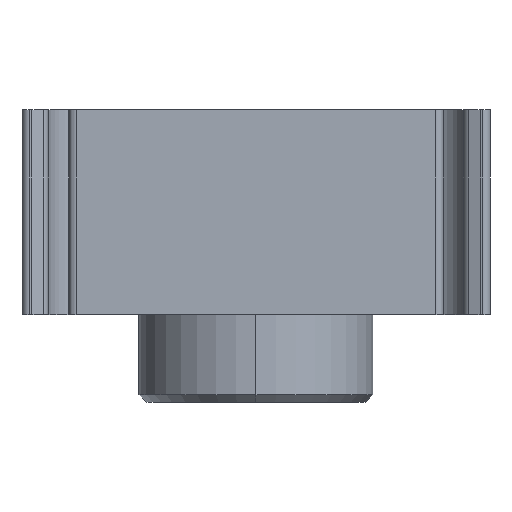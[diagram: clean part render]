
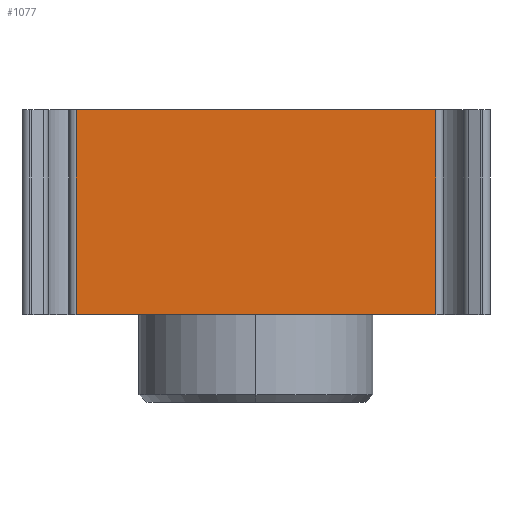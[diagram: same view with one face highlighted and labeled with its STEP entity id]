
A CAD part, left-side view. The second image highlights one B-rep face of the part: STEP entity #1077.
In plain terms, the highlighted planar face has unit normal (-1, 0, 0).
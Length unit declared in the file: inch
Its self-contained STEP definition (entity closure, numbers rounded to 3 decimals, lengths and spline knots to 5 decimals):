
#28 = EDGE_CURVE ( 'NONE', #1340, #1250, #1198, .T. ) ;
#292 = VECTOR ( 'NONE', #3039, 39.37008 ) ;
#362 = EDGE_CURVE ( 'NONE', #1261, #1250, #3642, .T. ) ;
#386 = CARTESIAN_POINT ( 'NONE',  ( -1.10341, -0.04452, 0.8863 ) ) ;
#393 = CARTESIAN_POINT ( 'NONE',  ( -1.10341, -0.52853, 0.61071 ) ) ;
#415 = FACE_OUTER_BOUND ( 'NONE', #637, .T. ) ;
#533 = CARTESIAN_POINT ( 'NONE',  ( -1.10341, -0.52853, 0.61071 ) ) ;
#637 = EDGE_LOOP ( 'NONE', ( #3876, #4828, #1951, #3202 ) ) ;
#951 = AXIS2_PLACEMENT_3D ( 'NONE', #2551, #2757, #2781 ) ;
#1077 = ADVANCED_FACE ( 'NONE', ( #415 ), #2194, .F. ) ;
#1198 = LINE ( 'NONE', #533, #2178 ) ;
#1250 = VERTEX_POINT ( 'NONE', #393 ) ;
#1261 = VERTEX_POINT ( 'NONE', #3127 ) ;
#1316 = CARTESIAN_POINT ( 'NONE',  ( -1.10341, -0.04452, 0.61071 ) ) ;
#1340 = VERTEX_POINT ( 'NONE', #1316 ) ;
#1405 = DIRECTION ( 'NONE',  ( 0., -1., 0. ) ) ;
#1677 = EDGE_CURVE ( 'NONE', #4290, #1261, #3050, .T. ) ;
#1791 = CARTESIAN_POINT ( 'NONE',  ( -1.10341, -0.04452, 1.61071 ) ) ;
#1916 = VECTOR ( 'NONE', #5505, 39.37008 ) ;
#1951 = ORIENTED_EDGE ( 'NONE', *, *, #3602, .T. ) ;
#2170 = CARTESIAN_POINT ( 'NONE',  ( -1.10341, -0.52853, 1.61071 ) ) ;
#2178 = VECTOR ( 'NONE', #1405, 39.37008 ) ;
#2194 = PLANE ( 'NONE',  #951 ) ;
#2400 = LINE ( 'NONE', #1791, #292 ) ;
#2408 = DIRECTION ( 'NONE',  ( 0., 0., -1. ) ) ;
#2551 = CARTESIAN_POINT ( 'NONE',  ( -1.10341, -0.52853, 1.61071 ) ) ;
#2637 = CARTESIAN_POINT ( 'NONE',  ( -1.10341, 0.02844, 0.8863 ) ) ;
#2757 = DIRECTION ( 'NONE',  ( 1., 0., 0. ) ) ;
#2781 = DIRECTION ( 'NONE',  ( 0., 1., 0. ) ) ;
#3039 = DIRECTION ( 'NONE',  ( 0., 0., -1. ) ) ;
#3050 = LINE ( 'NONE', #2637, #1916 ) ;
#3127 = CARTESIAN_POINT ( 'NONE',  ( -1.10341, -0.52853, 0.8863 ) ) ;
#3202 = ORIENTED_EDGE ( 'NONE', *, *, #28, .T. ) ;
#3519 = VECTOR ( 'NONE', #2408, 39.37008 ) ;
#3602 = EDGE_CURVE ( 'NONE', #4290, #1340, #2400, .T. ) ;
#3642 = LINE ( 'NONE', #2170, #3519 ) ;
#3876 = ORIENTED_EDGE ( 'NONE', *, *, #362, .F. ) ;
#4290 = VERTEX_POINT ( 'NONE', #386 ) ;
#4828 = ORIENTED_EDGE ( 'NONE', *, *, #1677, .F. ) ;
#5505 = DIRECTION ( 'NONE',  ( 0., -1., 0. ) ) ;
